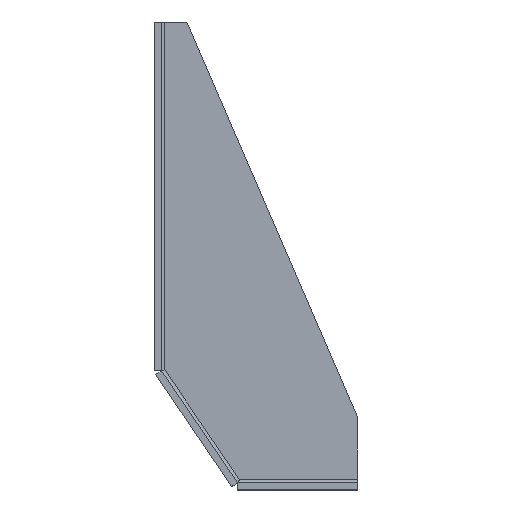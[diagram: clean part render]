
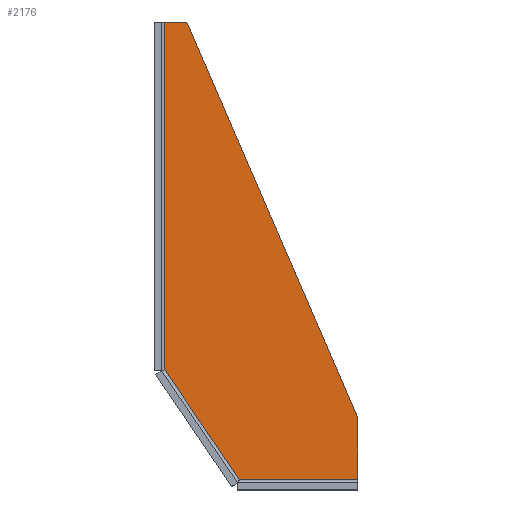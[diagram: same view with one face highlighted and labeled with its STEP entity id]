
A CAD part, top view. The second image highlights one B-rep face of the part: STEP entity #2176.
In plain terms, the highlighted planar face has unit normal (0, 0, 1).
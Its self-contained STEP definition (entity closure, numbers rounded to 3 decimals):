
#57=PLANE($,#2359);
#135=FACE_OUTER_BOUND($,#279,.T.);
#279=EDGE_LOOP($,(#1582,#1583,#1584,#1585,#1586,#1587));
#452=LINE($,#3376,#658);
#453=LINE($,#3380,#659);
#457=LINE($,#3390,#663);
#477=LINE($,#3451,#683);
#478=LINE($,#3453,#684);
#479=LINE($,#3454,#685);
#658=VECTOR($,#2692,26.5);
#659=VECTOR($,#2697,184.092);
#663=VECTOR($,#2707,9.5);
#683=VECTOR($,#2759,148.615);
#684=VECTOR($,#2760,56.698);
#685=VECTOR($,#2761,50.618);
#986=VERTEX_POINT($,#3373);
#987=VERTEX_POINT($,#3375);
#988=VERTEX_POINT($,#3379);
#991=VERTEX_POINT($,#3388);
#1016=VERTEX_POINT($,#3450);
#1017=VERTEX_POINT($,#3452);
#1201=EDGE_CURVE($,#987,#986,#452,.T.);
#1203=EDGE_CURVE($,#986,#988,#453,.T.);
#1209=EDGE_CURVE($,#988,#991,#457,.T.);
#1241=EDGE_CURVE($,#991,#1016,#477,.T.);
#1242=EDGE_CURVE($,#1016,#1017,#478,.T.);
#1243=EDGE_CURVE($,#1017,#987,#479,.T.);
#1582=ORIENTED_EDGE($,*,*,#1209,.T.);
#1583=ORIENTED_EDGE($,*,*,#1241,.T.);
#1584=ORIENTED_EDGE($,*,*,#1242,.T.);
#1585=ORIENTED_EDGE($,*,*,#1243,.T.);
#1586=ORIENTED_EDGE($,*,*,#1201,.T.);
#1587=ORIENTED_EDGE($,*,*,#1203,.T.);
#2176=ADVANCED_FACE($,(#135),#57,.T.);
#2359=AXIS2_PLACEMENT_3D($,#3449,#2757,#2758);
#2692=DIRECTION($,(0.,1.,0.));
#2697=DIRECTION($,(-0.397,0.918,0.));
#2707=DIRECTION($,(-1.,0.,0.));
#2757=DIRECTION('center_axis',(0.,0.,1.));
#2758=DIRECTION('ref_axis',(1.,0.,0.));
#2759=DIRECTION($,(0.,-1.,0.));
#2760=DIRECTION($,(0.562,-0.827,0.));
#2761=DIRECTION($,(1.,0.,0.));
#3373=CARTESIAN_POINT('',(0.,31.,3.));
#3375=CARTESIAN_POINT('',(0.,4.5,3.));
#3376=CARTESIAN_POINT($,(0.,0.,3.));
#3379=CARTESIAN_POINT('',(-73.,200.,3.));
#3380=CARTESIAN_POINT($,(-73.,200.,3.));
#3388=CARTESIAN_POINT('',(-82.5,200.,3.));
#3390=CARTESIAN_POINT($,(-73.,200.,3.));
#3449=CARTESIAN_POINT('Origin',(0.,200.,3.));
#3450=CARTESIAN_POINT('',(-82.5,51.385,3.));
#3451=CARTESIAN_POINT($,(-82.5,53.591,3.));
#3452=CARTESIAN_POINT('',(-50.618,4.5,3.));
#3453=CARTESIAN_POINT($,(-50.177,3.852,3.));
#3454=CARTESIAN_POINT($,(0.,4.5,3.));
